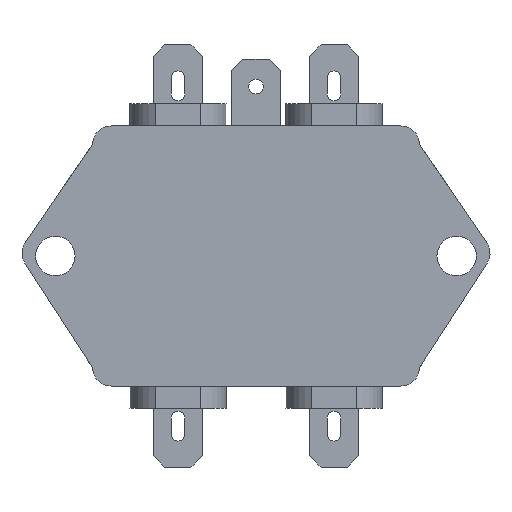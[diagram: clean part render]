
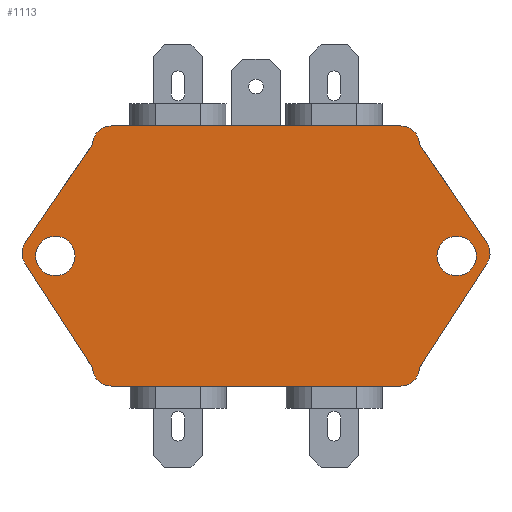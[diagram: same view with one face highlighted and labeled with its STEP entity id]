
A CAD part, front view. The second image highlights one B-rep face of the part: STEP entity #1113.
In plain terms, the highlighted planar face has unit normal (0, -1, 0).
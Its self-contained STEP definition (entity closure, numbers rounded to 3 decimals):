
#9 = VERTEX_POINT ( 'NONE', #2724 ) ;
#12 = DIRECTION ( 'NONE',  ( 0., 0., -1. ) ) ;
#35 = DIRECTION ( 'NONE',  ( 0.544, 0., -0.839 ) ) ;
#39 = CARTESIAN_POINT ( 'NONE',  ( 19.5, 0., 17.5 ) ) ;
#46 = VERTEX_POINT ( 'NONE', #2592 ) ;
#48 = CARTESIAN_POINT ( 'NONE',  ( -22.34, 0., -14.476 ) ) ;
#64 = VERTEX_POINT ( 'NONE', #2557 ) ;
#92 = VERTEX_POINT ( 'NONE', #2478 ) ;
#111 = VERTEX_POINT ( 'NONE', #2479 ) ;
#112 = VERTEX_POINT ( 'NONE', #2513 ) ;
#114 = EDGE_CURVE ( 'NONE', #46, #112, #1076, .T. ) ;
#135 = DIRECTION ( 'NONE',  ( 0., -1., 0. ) ) ;
#148 = VERTEX_POINT ( 'NONE', #2407 ) ;
#158 = CIRCLE ( 'NONE', #227, 2.5 ) ;
#167 = CIRCLE ( 'NONE', #3264, 2.5 ) ;
#181 = CARTESIAN_POINT ( 'NONE',  ( -19.5, 0., 17.5 ) ) ;
#208 = EDGE_CURVE ( 'NONE', #9, #111, #2650, .T. ) ;
#216 = VERTEX_POINT ( 'NONE', #2283 ) ;
#227 = AXIS2_PLACEMENT_3D ( 'NONE', #489, #488, #485 ) ;
#233 = CARTESIAN_POINT ( 'NONE',  ( 28.995, 0., 0.392 ) ) ;
#238 = ORIENTED_EDGE ( 'NONE', *, *, #4132, .T. ) ;
#264 = DIRECTION ( 'NONE',  ( -0.566, 0., -0.824 ) ) ;
#361 = CARTESIAN_POINT ( 'NONE',  ( 22., 0., 17.5 ) ) ;
#365 = EDGE_CURVE ( 'NONE', #2223, #46, #167, .T. ) ;
#379 = AXIS2_PLACEMENT_3D ( 'NONE', #2246, #2383, #1042 ) ;
#485 = DIRECTION ( 'NONE',  ( 0., 0., -1. ) ) ;
#488 = DIRECTION ( 'NONE',  ( 0., -1., 0. ) ) ;
#489 = CARTESIAN_POINT ( 'NONE',  ( -19.5, 0., -15. ) ) ;
#563 = AXIS2_PLACEMENT_3D ( 'NONE', #3819, #3824, #3810 ) ;
#598 = DIRECTION ( 'NONE',  ( 0., 0., -1. ) ) ;
#814 = CIRCLE ( 'NONE', #2196, 2.5 ) ;
#843 = EDGE_CURVE ( 'NONE', #92, #3890, #158, .T. ) ;
#961 = ORIENTED_EDGE ( 'NONE', *, *, #2058, .T. ) ;
#1042 = DIRECTION ( 'NONE',  ( 0., 0., -1. ) ) ;
#1067 = VECTOR ( 'NONE', #35, 1000. ) ;
#1076 = LINE ( 'NONE', #2465, #2843 ) ;
#1081 = ORIENTED_EDGE ( 'NONE', *, *, #3785, .T. ) ;
#1086 = VERTEX_POINT ( 'NONE', #39 ) ;
#1088 = EDGE_CURVE ( 'NONE', #64, #92, #2021, .T. ) ;
#1089 = CIRCLE ( 'NONE', #2253, 2.5 ) ;
#1092 = CARTESIAN_POINT ( 'NONE',  ( -31.056, 0., 1.807 ) ) ;
#1113 = ADVANCED_FACE ( 'NONE', ( #3610, #2743, #2836 ), #2463, .T. ) ;
#1149 = CARTESIAN_POINT ( 'NONE',  ( 19.5, 0., -17.5 ) ) ;
#1154 = CARTESIAN_POINT ( 'NONE',  ( -19.5, 0., -17.5 ) ) ;
#1182 = ORIENTED_EDGE ( 'NONE', *, *, #3983, .T. ) ;
#1212 = CIRCLE ( 'NONE', #563, 2.65 ) ;
#1253 = EDGE_CURVE ( 'NONE', #4072, #3259, #2084, .T. ) ;
#1316 = EDGE_CURVE ( 'NONE', #3257, #64, #4170, .T. ) ;
#1333 = AXIS2_PLACEMENT_3D ( 'NONE', #1957, #1700, #1714 ) ;
#1468 = VECTOR ( 'NONE', #3454, 1000. ) ;
#1700 = DIRECTION ( 'NONE',  ( 0., -1., 0. ) ) ;
#1714 = DIRECTION ( 'NONE',  ( 0., 0., -1. ) ) ;
#1804 = ORIENTED_EDGE ( 'NONE', *, *, #2540, .F. ) ;
#1842 = DIRECTION ( 'NONE',  ( 0., 0., -1. ) ) ;
#1855 = DIRECTION ( 'NONE',  ( 0., -1., 0. ) ) ;
#1858 = CARTESIAN_POINT ( 'NONE',  ( 19.5, 0., -15. ) ) ;
#1917 = ORIENTED_EDGE ( 'NONE', *, *, #1316, .T. ) ;
#1952 = CARTESIAN_POINT ( 'NONE',  ( -22., 0., 15. ) ) ;
#1957 = CARTESIAN_POINT ( 'NONE',  ( -27., 0., 0. ) ) ;
#2021 = LINE ( 'NONE', #48, #1067 ) ;
#2040 = ORIENTED_EDGE ( 'NONE', *, *, #365, .T. ) ;
#2046 = VERTEX_POINT ( 'NONE', #181 ) ;
#2058 = EDGE_CURVE ( 'NONE', #3468, #3257, #3336, .T. ) ;
#2069 = CARTESIAN_POINT ( 'NONE',  ( 19.5, 0., 15. ) ) ;
#2084 = CIRCLE ( 'NONE', #2776, 2.65 ) ;
#2100 = DIRECTION ( 'NONE',  ( 0., -1., 0. ) ) ;
#2133 = CARTESIAN_POINT ( 'NONE',  ( -27., 0., 0. ) ) ;
#2163 = ORIENTED_EDGE ( 'NONE', *, *, #3616, .T. ) ;
#2196 = AXIS2_PLACEMENT_3D ( 'NONE', #2069, #4151, #2422 ) ;
#2223 = VERTEX_POINT ( 'NONE', #1149 ) ;
#2246 = CARTESIAN_POINT ( 'NONE',  ( 0., 0., 0. ) ) ;
#2253 = AXIS2_PLACEMENT_3D ( 'NONE', #233, #2737, #598 ) ;
#2264 = DIRECTION ( 'NONE',  ( 0., 0., -1. ) ) ;
#2272 = DIRECTION ( 'NONE',  ( 0., -1., 0. ) ) ;
#2277 = CARTESIAN_POINT ( 'NONE',  ( 27., 0., 0. ) ) ;
#2283 = CARTESIAN_POINT ( 'NONE',  ( 22., 0., 15. ) ) ;
#2305 = CARTESIAN_POINT ( 'NONE',  ( -19.5, 0., 15. ) ) ;
#2312 = CARTESIAN_POINT ( 'NONE',  ( 21.953, 0., 15.069 ) ) ;
#2344 = CARTESIAN_POINT ( 'NONE',  ( -27., 0., 2.65 ) ) ;
#2347 = CARTESIAN_POINT ( 'NONE',  ( -22., 0., 15. ) ) ;
#2383 = DIRECTION ( 'NONE',  ( 0., -1., 0. ) ) ;
#2407 = CARTESIAN_POINT ( 'NONE',  ( 31.056, 0., 1.807 ) ) ;
#2422 = DIRECTION ( 'NONE',  ( 0., 0., -1. ) ) ;
#2450 = DIRECTION ( 'NONE',  ( 0.544, 0., 0.839 ) ) ;
#2463 = PLANE ( 'NONE',  #379 ) ;
#2465 = CARTESIAN_POINT ( 'NONE',  ( 22., 0., -15. ) ) ;
#2478 = CARTESIAN_POINT ( 'NONE',  ( -22., 0., -15. ) ) ;
#2479 = CARTESIAN_POINT ( 'NONE',  ( 27., 0., -2.65 ) ) ;
#2508 = VECTOR ( 'NONE', #4065, 1000. ) ;
#2513 = CARTESIAN_POINT ( 'NONE',  ( 31.093, 0., -0.967 ) ) ;
#2540 = EDGE_CURVE ( 'NONE', #111, #9, #1212, .T. ) ;
#2557 = CARTESIAN_POINT ( 'NONE',  ( -31.093, 0., -0.967 ) ) ;
#2592 = CARTESIAN_POINT ( 'NONE',  ( 22., 0., -15. ) ) ;
#2650 = CIRCLE ( 'NONE', #3149, 2.65 ) ;
#2660 = DIRECTION ( 'NONE',  ( 0., 0., -1. ) ) ;
#2724 = CARTESIAN_POINT ( 'NONE',  ( 27., 0., 2.65 ) ) ;
#2737 = DIRECTION ( 'NONE',  ( 0., -1., 0. ) ) ;
#2743 = FACE_BOUND ( 'NONE', #3209, .T. ) ;
#2758 = ORIENTED_EDGE ( 'NONE', *, *, #208, .F. ) ;
#2776 = AXIS2_PLACEMENT_3D ( 'NONE', #2133, #2100, #3469 ) ;
#2836 = FACE_OUTER_BOUND ( 'NONE', #3401, .T. ) ;
#2843 = VECTOR ( 'NONE', #2450, 1000. ) ;
#2849 = ORIENTED_EDGE ( 'NONE', *, *, #1088, .T. ) ;
#2932 = ORIENTED_EDGE ( 'NONE', *, *, #114, .T. ) ;
#2953 = EDGE_CURVE ( 'NONE', #3259, #4072, #3638, .T. ) ;
#3030 = ORIENTED_EDGE ( 'NONE', *, *, #3771, .T. ) ;
#3149 = AXIS2_PLACEMENT_3D ( 'NONE', #2277, #2272, #2264 ) ;
#3161 = DIRECTION ( 'NONE',  ( -1., 0., 0. ) ) ;
#3209 = EDGE_LOOP ( 'NONE', ( #1804, #2758 ) ) ;
#3240 = VECTOR ( 'NONE', #264, 1000. ) ;
#3257 = VERTEX_POINT ( 'NONE', #1092 ) ;
#3259 = VERTEX_POINT ( 'NONE', #4189 ) ;
#3264 = AXIS2_PLACEMENT_3D ( 'NONE', #1858, #1855, #1842 ) ;
#3275 = VECTOR ( 'NONE', #3161, 1000. ) ;
#3336 = LINE ( 'NONE', #2347, #3240 ) ;
#3369 = CIRCLE ( 'NONE', #3527, 2.5 ) ;
#3401 = EDGE_LOOP ( 'NONE', ( #961, #1917, #2849, #3623, #1081, #2040, #2932, #238, #1182, #2163, #3030, #3800 ) ) ;
#3431 = EDGE_CURVE ( 'NONE', #2046, #3468, #3369, .T. ) ;
#3450 = ORIENTED_EDGE ( 'NONE', *, *, #2953, .F. ) ;
#3454 = DIRECTION ( 'NONE',  ( 1., 0., 0. ) ) ;
#3468 = VERTEX_POINT ( 'NONE', #1952 ) ;
#3469 = DIRECTION ( 'NONE',  ( 0., 0., -1. ) ) ;
#3502 = LINE ( 'NONE', #2312, #2508 ) ;
#3527 = AXIS2_PLACEMENT_3D ( 'NONE', #2305, #135, #2660 ) ;
#3547 = LINE ( 'NONE', #4217, #1468 ) ;
#3610 = FACE_BOUND ( 'NONE', #4031, .T. ) ;
#3616 = EDGE_CURVE ( 'NONE', #216, #1086, #814, .T. ) ;
#3623 = ORIENTED_EDGE ( 'NONE', *, *, #843, .T. ) ;
#3638 = CIRCLE ( 'NONE', #1333, 2.65 ) ;
#3755 = AXIS2_PLACEMENT_3D ( 'NONE', #4169, #4171, #12 ) ;
#3771 = EDGE_CURVE ( 'NONE', #1086, #2046, #4008, .T. ) ;
#3785 = EDGE_CURVE ( 'NONE', #3890, #2223, #3547, .T. ) ;
#3800 = ORIENTED_EDGE ( 'NONE', *, *, #3431, .T. ) ;
#3810 = DIRECTION ( 'NONE',  ( 0., 0., -1. ) ) ;
#3819 = CARTESIAN_POINT ( 'NONE',  ( 27., 0., 0. ) ) ;
#3824 = DIRECTION ( 'NONE',  ( 0., -1., 0. ) ) ;
#3890 = VERTEX_POINT ( 'NONE', #1154 ) ;
#3983 = EDGE_CURVE ( 'NONE', #148, #216, #3502, .T. ) ;
#4008 = LINE ( 'NONE', #361, #3275 ) ;
#4031 = EDGE_LOOP ( 'NONE', ( #3450, #4144 ) ) ;
#4065 = DIRECTION ( 'NONE',  ( -0.566, 0., 0.824 ) ) ;
#4072 = VERTEX_POINT ( 'NONE', #2344 ) ;
#4132 = EDGE_CURVE ( 'NONE', #112, #148, #1089, .T. ) ;
#4144 = ORIENTED_EDGE ( 'NONE', *, *, #1253, .F. ) ;
#4151 = DIRECTION ( 'NONE',  ( 0., -1., 0. ) ) ;
#4169 = CARTESIAN_POINT ( 'NONE',  ( -28.995, 0., 0.392 ) ) ;
#4170 = CIRCLE ( 'NONE', #3755, 2.5 ) ;
#4171 = DIRECTION ( 'NONE',  ( 0., -1., 0. ) ) ;
#4189 = CARTESIAN_POINT ( 'NONE',  ( -27., 0., -2.65 ) ) ;
#4217 = CARTESIAN_POINT ( 'NONE',  ( -22., 0., -17.5 ) ) ;
